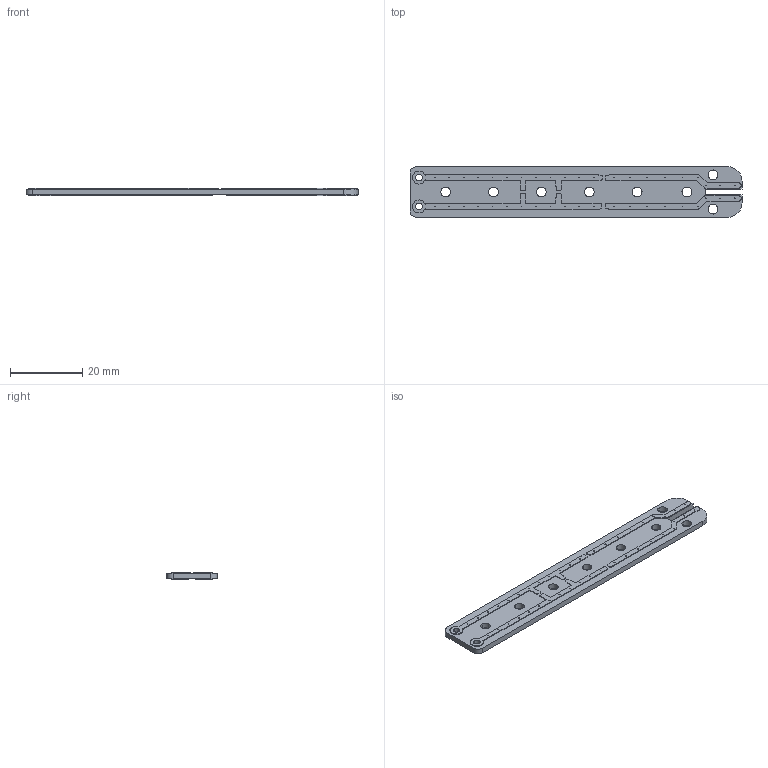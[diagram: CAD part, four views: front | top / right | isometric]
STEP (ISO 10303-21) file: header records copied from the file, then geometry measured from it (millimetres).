
FILE_DESCRIPTION(('FreeCAD Model'),'2;1');
FILE_NAME('feed_8in_with_copper.step','2020-10-09T16:34:14',('Author'),( ''),'Open CASCADE STEP processor 7.3','FreeCAD','Unknown');
FILE_SCHEMA(('AUTOMOTIVE_DESIGN { 1 0 10303 214 1 1 1 1 }'));
Length unit declared in the file: millimetre
Products named in the file (2): coppers_drilled#F.Cu; board_solid#F.Cu
Bounding box: 91.85 x 14 x 2 mm (x, y, z)
Volume: 2046.6 mm3; surface area: 4419.7 mm2
Topology: 5 solids, 5 shells, 452 faces, 1302 edges, 868 vertices
Faces by surface type: cylinder 353, plane 99
Entity records: 15817 total; most frequent: DIRECTION 2914, CARTESIAN_POINT 2623, ORIENTED_EDGE 2604, EDGE_CURVE 1302, AXIS2_PLACEMENT_3D 1159, VERTEX_POINT 868, FACE_BOUND 732, EDGE_LOOP 732
